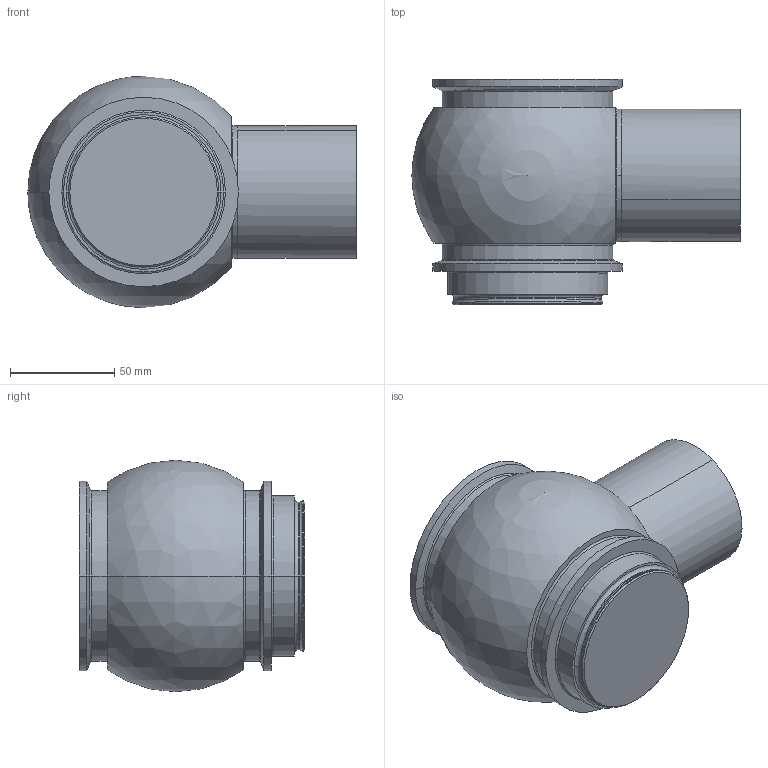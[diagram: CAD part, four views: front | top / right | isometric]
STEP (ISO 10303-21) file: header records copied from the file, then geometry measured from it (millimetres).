
FILE_DESCRIPTION (( 'STEP AP203' ), '1' );
FILE_NAME ('123783.STEP', '2018-04-30T19:30:55', ( '' ), ( '' ), 'SwSTEP 2.0', 'SolidWorks 2014', '' );
FILE_SCHEMA (( 'CONFIG_CONTROL_DESIGN' ));
Length unit declared in the file: inch
Products named in the file (1): 123783
Bounding box: 157.53 x 108.15 x 111.1 mm (x, y, z)
Volume: 944347.6 mm3; surface area: 61535.4 mm2
Topology: 1 solids, 1 shells, 48 faces, 102 edges, 59 vertices
Faces by surface type: cylinder 18, torus 14, plane 8, cone 6, sphere 2
Entity records: 1343 total; most frequent: DIRECTION 266, CARTESIAN_POINT 202, ORIENTED_EDGE 194, AXIS2_PLACEMENT_3D 120, EDGE_CURVE 97, CIRCLE 71, VERTEX_POINT 56, EDGE_LOOP 53
